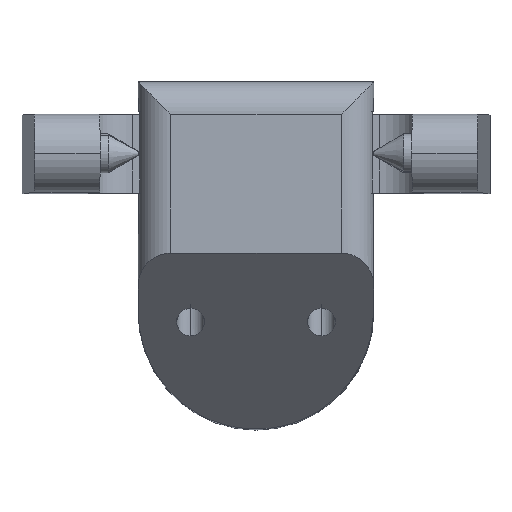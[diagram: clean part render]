
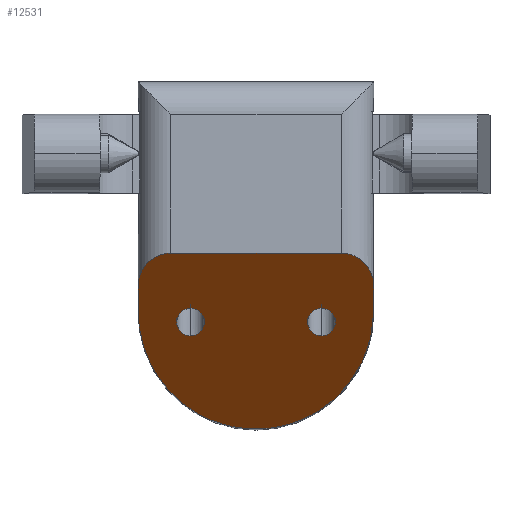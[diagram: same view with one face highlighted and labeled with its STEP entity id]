
A CAD part, top view. The second image highlights one B-rep face of the part: STEP entity #12531.
In plain terms, the highlighted planar face has unit normal (0, -0.707, 0.707).
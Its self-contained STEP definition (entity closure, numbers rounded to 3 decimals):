
#41 = VERTEX_POINT ( 'NONE', #4258 ) ;
#131 = CARTESIAN_POINT ( 'NONE',  ( -5.8, 0.415, 113.415 ) ) ;
#160 = CARTESIAN_POINT ( 'NONE',  ( -18., -36., 77. ) ) ;
#173 = FACE_BOUND ( 'NONE', #8017, .T. ) ;
#524 =( BOUNDED_CURVE ( )  B_SPLINE_CURVE ( 3, ( #2585, #8568, #4617, #12585 ),
 .UNSPECIFIED., .F., .F. ) 
 B_SPLINE_CURVE_WITH_KNOTS ( ( 4, 4 ),
 ( 0., 3.142 ),
 .UNSPECIFIED. ) 
 CURVE ( )  GEOMETRIC_REPRESENTATION_ITEM ( )  RATIONAL_B_SPLINE_CURVE ( ( 1., 0.333, 0.333, 1. ) ) 
 REPRESENTATION_ITEM ( '' )  );
#846 = EDGE_LOOP ( 'NONE', ( #11823, #8196, #12833, #11201, #2348, #4405 ) ) ;
#1043 = CARTESIAN_POINT ( 'NONE',  ( 18., 8.815, 121.815 ) ) ;
#1053 = CARTESIAN_POINT ( 'NONE',  ( -18., 6.744, 119.744 ) ) ;
#1103 = EDGE_CURVE ( 'NONE', #8060, #7794, #1958, .T. ) ;
#1277 = CARTESIAN_POINT ( 'NONE',  ( -18., 0., 113. ) ) ;
#1475 = EDGE_LOOP ( 'NONE', ( #7434, #12024 ) ) ;
#1645 = CARTESIAN_POINT ( 'NONE',  ( 10., 0.415, 113.415 ) ) ;
#1727 = CARTESIAN_POINT ( 'NONE',  ( 10., -3.785, 109.215 ) ) ;
#1906 = VERTEX_POINT ( 'NONE', #7800 ) ;
#1958 = LINE ( 'NONE', #11162, #9951 ) ;
#2305 = CARTESIAN_POINT ( 'NONE',  ( -10., 0.415, 113.415 ) ) ;
#2348 = ORIENTED_EDGE ( 'NONE', *, *, #1103, .T. ) ;
#2380 =( BOUNDED_CURVE ( )  B_SPLINE_CURVE ( 3, ( #10055, #9191, #160, #1277 ),
 .UNSPECIFIED., .F., .F. ) 
 B_SPLINE_CURVE_WITH_KNOTS ( ( 4, 4 ),
 ( 4.712, 7.854 ),
 .UNSPECIFIED. ) 
 CURVE ( )  GEOMETRIC_REPRESENTATION_ITEM ( )  RATIONAL_B_SPLINE_CURVE ( ( 1., 0.333, 0.333, 1. ) ) 
 REPRESENTATION_ITEM ( '' )  );
#2585 = CARTESIAN_POINT ( 'NONE',  ( 10., 0.415, 113.415 ) ) ;
#2670 = CARTESIAN_POINT ( 'NONE',  ( -14.2, -3.785, 109.215 ) ) ;
#2957 = PLANE ( 'NONE',  #9790 ) ;
#3076 = DIRECTION ( 'NONE',  ( 0., -0.707, -0.707 ) ) ;
#3096 = CARTESIAN_POINT ( 'NONE',  ( -15.929, 8.815, 121.815 ) ) ;
#3255 = VERTEX_POINT ( 'NONE', #7522 ) ;
#3314 =( BOUNDED_CURVE ( )  B_SPLINE_CURVE ( 3, ( #5491, #2670, #6677, #10434 ),
 .UNSPECIFIED., .F., .F. ) 
 B_SPLINE_CURVE_WITH_KNOTS ( ( 4, 4 ),
 ( 3.142, 6.283 ),
 .UNSPECIFIED. ) 
 CURVE ( )  GEOMETRIC_REPRESENTATION_ITEM ( )  RATIONAL_B_SPLINE_CURVE ( ( 1., 0.333, 0.333, 1. ) ) 
 REPRESENTATION_ITEM ( '' )  );
#3566 = EDGE_CURVE ( 'NONE', #1906, #5749, #3314, .T. ) ;
#3982 = CARTESIAN_POINT ( 'NONE',  ( 18., 0., 113. ) ) ;
#4071 = CARTESIAN_POINT ( 'NONE',  ( 18., 8.815, 121.815 ) ) ;
#4231 = CARTESIAN_POINT ( 'NONE',  ( -5.8, -3.785, 109.215 ) ) ;
#4258 = CARTESIAN_POINT ( 'NONE',  ( 18., 3.815, 116.815 ) ) ;
#4275 = VERTEX_POINT ( 'NONE', #1645 ) ;
#4405 = ORIENTED_EDGE ( 'NONE', *, *, #5759, .F. ) ;
#4480 = ORIENTED_EDGE ( 'NONE', *, *, #11501, .F. ) ;
#4617 = CARTESIAN_POINT ( 'NONE',  ( 5.8, -3.785, 109.215 ) ) ;
#5076 = CARTESIAN_POINT ( 'NONE',  ( -10., -3.785, 109.215 ) ) ;
#5082 = VERTEX_POINT ( 'NONE', #1727 ) ;
#5355 = LINE ( 'NONE', #8068, #12543 ) ;
#5491 = CARTESIAN_POINT ( 'NONE',  ( -10., -3.785, 109.215 ) ) ;
#5599 = EDGE_CURVE ( 'NONE', #41, #3255, #8617, .T. ) ;
#5676 = VECTOR ( 'NONE', #12090, 1000. ) ;
#5749 = VERTEX_POINT ( 'NONE', #11157 ) ;
#5759 = EDGE_CURVE ( 'NONE', #6261, #7794, #2380, .T. ) ;
#5857 = CARTESIAN_POINT ( 'NONE',  ( -18., 0., 113. ) ) ;
#5863 = CARTESIAN_POINT ( 'NONE',  ( 18., 3.815, 116.815 ) ) ;
#6261 = VERTEX_POINT ( 'NONE', #3982 ) ;
#6423 = CARTESIAN_POINT ( 'NONE',  ( 10., 0.415, 113.415 ) ) ;
#6639 = CARTESIAN_POINT ( 'NONE',  ( -13., 8.815, 121.815 ) ) ;
#6677 = CARTESIAN_POINT ( 'NONE',  ( -14.2, 0.415, 113.415 ) ) ;
#6847 =( BOUNDED_CURVE ( )  B_SPLINE_CURVE ( 3, ( #2305, #131, #4231, #5076 ),
 .UNSPECIFIED., .F., .F. ) 
 B_SPLINE_CURVE_WITH_KNOTS ( ( 4, 4 ),
 ( 0., 3.142 ),
 .UNSPECIFIED. ) 
 CURVE ( )  GEOMETRIC_REPRESENTATION_ITEM ( )  RATIONAL_B_SPLINE_CURVE ( ( 1., 0.333, 0.333, 1. ) ) 
 REPRESENTATION_ITEM ( '' )  );
#6853 = CARTESIAN_POINT ( 'NONE',  ( 18., 6.744, 119.744 ) ) ;
#6919 = CARTESIAN_POINT ( 'NONE',  ( -13., 8.815, 121.815 ) ) ;
#6923 = CARTESIAN_POINT ( 'NONE',  ( 13., 8.815, 121.815 ) ) ;
#7039 = CARTESIAN_POINT ( 'NONE',  ( -18., 3.815, 116.815 ) ) ;
#7068 = EDGE_CURVE ( 'NONE', #41, #6261, #5355, .T. ) ;
#7214 = CARTESIAN_POINT ( 'NONE',  ( 14.2, -3.785, 109.215 ) ) ;
#7434 = ORIENTED_EDGE ( 'NONE', *, *, #8752, .T. ) ;
#7522 = CARTESIAN_POINT ( 'NONE',  ( 13., 8.815, 121.815 ) ) ;
#7794 = VERTEX_POINT ( 'NONE', #5857 ) ;
#7800 = CARTESIAN_POINT ( 'NONE',  ( -10., -3.785, 109.215 ) ) ;
#7906 = CARTESIAN_POINT ( 'NONE',  ( 15.929, 8.815, 121.815 ) ) ;
#7961 = FACE_OUTER_BOUND ( 'NONE', #846, .T. ) ;
#8017 = EDGE_LOOP ( 'NONE', ( #12762, #4480 ) ) ;
#8060 = VERTEX_POINT ( 'NONE', #10526 ) ;
#8068 = CARTESIAN_POINT ( 'NONE',  ( 18., 8.815, 121.815 ) ) ;
#8196 = ORIENTED_EDGE ( 'NONE', *, *, #5599, .T. ) ;
#8272 = CARTESIAN_POINT ( 'NONE',  ( 14.2, 0.415, 113.415 ) ) ;
#8310 = DIRECTION ( 'NONE',  ( 0., 0.707, 0.707 ) ) ;
#8568 = CARTESIAN_POINT ( 'NONE',  ( 5.8, 0.415, 113.415 ) ) ;
#8617 =( BOUNDED_CURVE ( )  B_SPLINE_CURVE ( 3, ( #5863, #6853, #7906, #6923 ),
 .UNSPECIFIED., .F., .F. ) 
 B_SPLINE_CURVE_WITH_KNOTS ( ( 4, 4 ),
 ( 4.712, 6.283 ),
 .UNSPECIFIED. ) 
 CURVE ( )  GEOMETRIC_REPRESENTATION_ITEM ( )  RATIONAL_B_SPLINE_CURVE ( ( 1., 0.805, 0.805, 1. ) ) 
 REPRESENTATION_ITEM ( '' )  );
#8752 = EDGE_CURVE ( 'NONE', #5749, #1906, #6847, .T. ) ;
#8943 = LINE ( 'NONE', #4071, #5676 ) ;
#9014 = DIRECTION ( 'NONE',  ( 0., 0.707, -0.707 ) ) ;
#9191 = CARTESIAN_POINT ( 'NONE',  ( 18., -36., 77. ) ) ;
#9197 =( BOUNDED_CURVE ( )  B_SPLINE_CURVE ( 3, ( #6919, #3096, #1053, #7039 ),
 .UNSPECIFIED., .F., .F. ) 
 B_SPLINE_CURVE_WITH_KNOTS ( ( 4, 4 ),
 ( 3.142, 4.712 ),
 .UNSPECIFIED. ) 
 CURVE ( )  GEOMETRIC_REPRESENTATION_ITEM ( )  RATIONAL_B_SPLINE_CURVE ( ( 1., 0.805, 0.805, 1. ) ) 
 REPRESENTATION_ITEM ( '' )  );
#9696 = EDGE_CURVE ( 'NONE', #11226, #8060, #9197, .T. ) ;
#9790 = AXIS2_PLACEMENT_3D ( 'NONE', #1043, #9014, #8310 ) ;
#9951 = VECTOR ( 'NONE', #11223, 1000. ) ;
#10055 = CARTESIAN_POINT ( 'NONE',  ( 18., 0., 113. ) ) ;
#10188 = FACE_BOUND ( 'NONE', #1475, .T. ) ;
#10434 = CARTESIAN_POINT ( 'NONE',  ( -10., 0.415, 113.415 ) ) ;
#10526 = CARTESIAN_POINT ( 'NONE',  ( -18., 3.815, 116.815 ) ) ;
#11157 = CARTESIAN_POINT ( 'NONE',  ( -10., 0.415, 113.415 ) ) ;
#11162 = CARTESIAN_POINT ( 'NONE',  ( -18., 8.815, 121.815 ) ) ;
#11201 = ORIENTED_EDGE ( 'NONE', *, *, #9696, .T. ) ;
#11223 = DIRECTION ( 'NONE',  ( 0., -0.707, -0.707 ) ) ;
#11226 = VERTEX_POINT ( 'NONE', #6639 ) ;
#11278 = EDGE_CURVE ( 'NONE', #3255, #11226, #8943, .T. ) ;
#11501 = EDGE_CURVE ( 'NONE', #5082, #4275, #12223, .T. ) ;
#11818 = EDGE_CURVE ( 'NONE', #4275, #5082, #524, .T. ) ;
#11823 = ORIENTED_EDGE ( 'NONE', *, *, #7068, .F. ) ;
#12024 = ORIENTED_EDGE ( 'NONE', *, *, #3566, .T. ) ;
#12090 = DIRECTION ( 'NONE',  ( -1., 0., 0. ) ) ;
#12220 = CARTESIAN_POINT ( 'NONE',  ( 10., -3.785, 109.215 ) ) ;
#12223 =( BOUNDED_CURVE ( )  B_SPLINE_CURVE ( 3, ( #12220, #7214, #8272, #6423 ),
 .UNSPECIFIED., .F., .F. ) 
 B_SPLINE_CURVE_WITH_KNOTS ( ( 4, 4 ),
 ( 3.142, 6.283 ),
 .UNSPECIFIED. ) 
 CURVE ( )  GEOMETRIC_REPRESENTATION_ITEM ( )  RATIONAL_B_SPLINE_CURVE ( ( 1., 0.333, 0.333, 1. ) ) 
 REPRESENTATION_ITEM ( '' )  );
#12531 = ADVANCED_FACE ( 'NONE', ( #10188, #173, #7961 ), #2957, .F. ) ;
#12543 = VECTOR ( 'NONE', #3076, 1000. ) ;
#12585 = CARTESIAN_POINT ( 'NONE',  ( 10., -3.785, 109.215 ) ) ;
#12762 = ORIENTED_EDGE ( 'NONE', *, *, #11818, .F. ) ;
#12833 = ORIENTED_EDGE ( 'NONE', *, *, #11278, .T. ) ;
